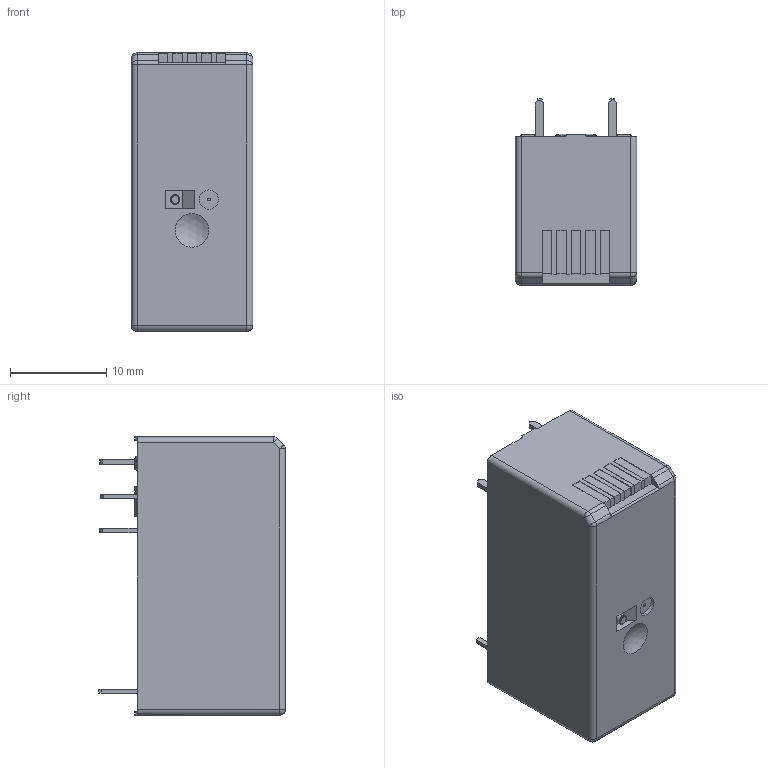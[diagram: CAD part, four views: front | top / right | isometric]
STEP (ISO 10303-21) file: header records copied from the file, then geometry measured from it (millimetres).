
FILE_DESCRIPTION((''),'2;1');
FILE_NAME('DRPB-1C_ASM','2021-06-15T',('P'),(''),'CREO PARAMETRIC BY PTC INC, 2014350','CREO PARAMETRIC BY PTC INC, 2014350','');
FILE_SCHEMA(('CONFIG_CONTROL_DESIGN'));
Length unit declared in the file: millimetre
Products named in the file (1): DRPB-1C_ASM
Bounding box: 12.6 x 19.4 x 28.9 mm (x, y, z)
Surface area: 2988 mm2 (no closed solid volume)
Topology: 0 solids, 9 shells, 262 faces, 1137 edges, 869 vertices
Faces by surface type: plane 161, cylinder 71, sphere 14, bspline 8, torus 6, cone 2
Entity records: 11862 total; most frequent: CARTESIAN_POINT 2960, ORIENTED_EDGE 1694, DIRECTION 1670, EDGE_CURVE 1123, VECTOR 880, LINE 880, VERTEX_POINT 869, AXIS2_PLACEMENT_3D 395
